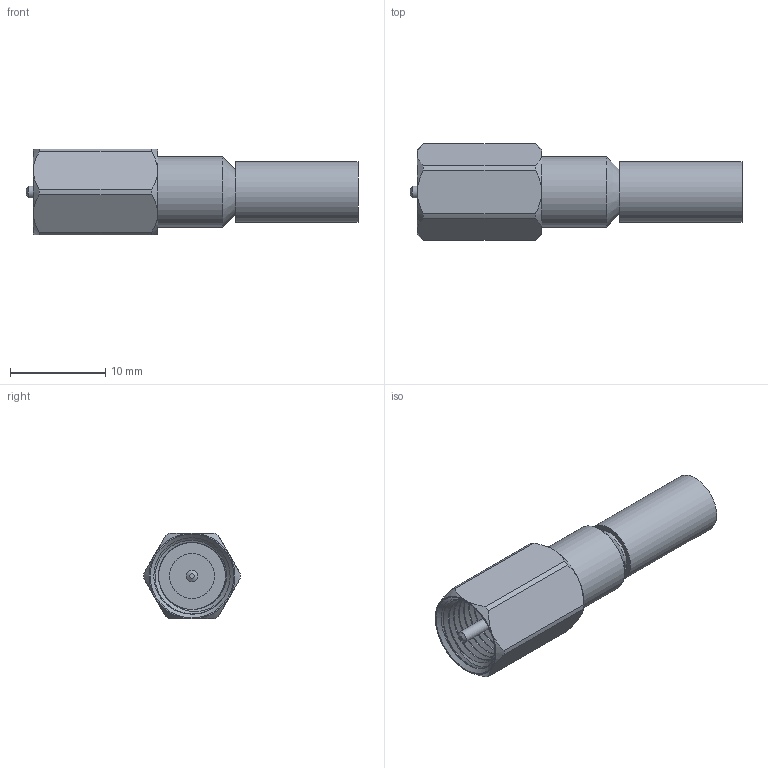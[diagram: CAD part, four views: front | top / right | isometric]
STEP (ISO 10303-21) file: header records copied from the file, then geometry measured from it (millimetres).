
FILE_DESCRIPTION (( 'STEP AP203' ), '1' );
FILE_NAME ('PE44295_3D.step', '2021-02-17T21:34:41', ( '' ), ( '' ), 'SwSTEP 2.0', 'SolidWorks 2018', '' );
FILE_SCHEMA (( 'CONFIG_CONTROL_DESIGN' ));
Length unit declared in the file: inch
Products named in the file (1): PE44295_3D
Bounding box: 34.8 x 10.09 x 9 mm (x, y, z)
Volume: 1110.7 mm3; surface area: 1706 mm2
Topology: 2 solids, 2 shells, 52 faces, 112 edges, 69 vertices
Faces by surface type: plane 17, cone 16, cylinder 15, bspline 4
Full cylindrical faces by diameter (mm): 1.25 x1, 3.011 x1, 4.463 x1, 4.7 x1, 5.297 x1, 6.368 x1, 7.4 x1
Entity records: 3405 total; most frequent: CARTESIAN_POINT 2309, DIRECTION 201, ORIENTED_EDGE 200, EDGE_CURVE 100, AXIS2_PLACEMENT_3D 94, EDGE_LOOP 70, VERTEX_POINT 68, FACE_OUTER_BOUND 59
